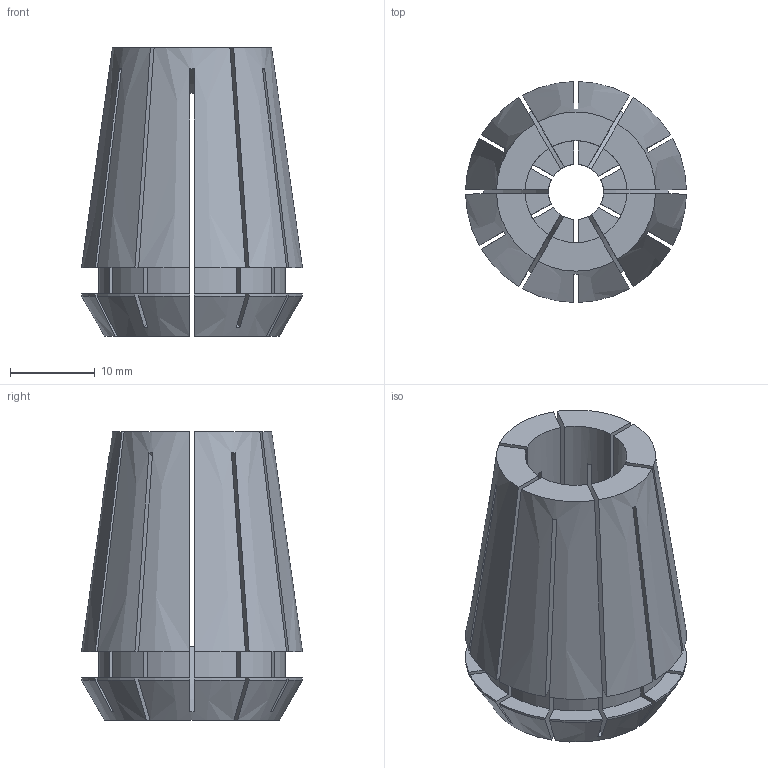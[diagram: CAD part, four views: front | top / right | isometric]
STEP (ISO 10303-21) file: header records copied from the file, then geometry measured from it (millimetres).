
FILE_DESCRIPTION (( 'STEP AP203' ), '1' );
FILE_NAME ('STP-SAKEM-04325-ST-06.5.STEP', '2021-01-29T08:43:13', ( '' ), ( '' ), 'SwSTEP 2.0', 'SolidWorks 2017', '' );
FILE_SCHEMA (( 'CONFIG_CONTROL_DESIGN' ));
Length unit declared in the file: millimetre
Products named in the file (1): STP-SAKEM-04325-ST-06.5
Bounding box: 26 x 26 x 34 mm (x, y, z)
Volume: 10152.8 mm3; surface area: 8974.6 mm2
Topology: 1 solids, 1 shells, 134 faces, 402 edges, 268 vertices
Faces by surface type: plane 72, cylinder 49, cone 13
Entity records: 4781 total; most frequent: CARTESIAN_POINT 1093, ORIENTED_EDGE 804, DIRECTION 732, EDGE_CURVE 402, AXIS2_PLACEMENT_3D 269, VERTEX_POINT 268, LINE 194, VECTOR 194
